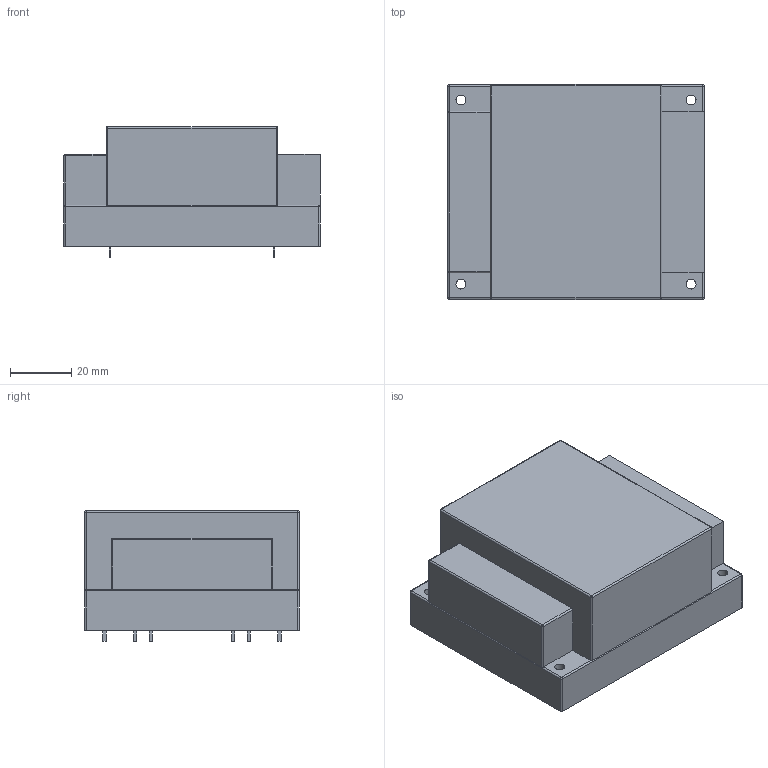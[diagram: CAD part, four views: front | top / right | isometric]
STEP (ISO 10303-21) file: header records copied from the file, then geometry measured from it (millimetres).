
FILE_DESCRIPTION((''),'2;1');
FILE_NAME('XFMR_BLOCK_FL42-18.stp','2011-02-21T09:26:24',(''),(''),'Mechanical Desktop 2011','Mechanical Desktop 2011',', , ');
FILE_SCHEMA(('AUTOMOTIVE_DESIGN { 1 2 10303 214 1 1 1 1 }'));
Length unit declared in the file: millimetre
Products named in the file (1): Product
Bounding box: 83.5 x 70 x 42.6 mm (x, y, z)
Volume: 195816.4 mm3; surface area: 34666.5 mm2
Topology: 10 solids, 10 shells, 120 faces, 277 edges, 168 vertices
Faces by surface type: plane 69, cylinder 29, bspline 12, sphere 10
Entity records: 3328 total; most frequent: CARTESIAN_POINT 592, DIRECTION 543, ORIENTED_EDGE 534, EDGE_CURVE 267, VECTOR 209, LINE 209, VERTEX_POINT 168, AXIS2_PLACEMENT_3D 167
